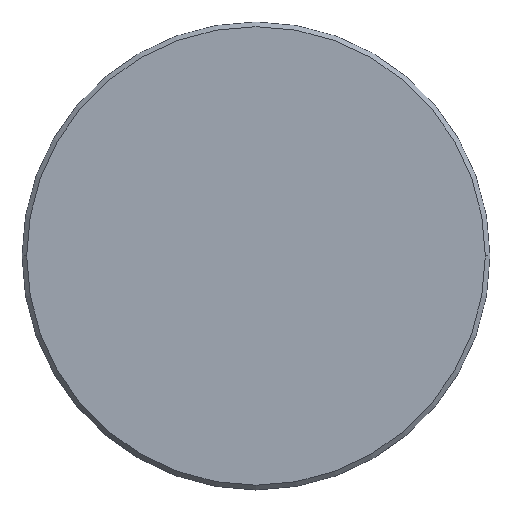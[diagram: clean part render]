
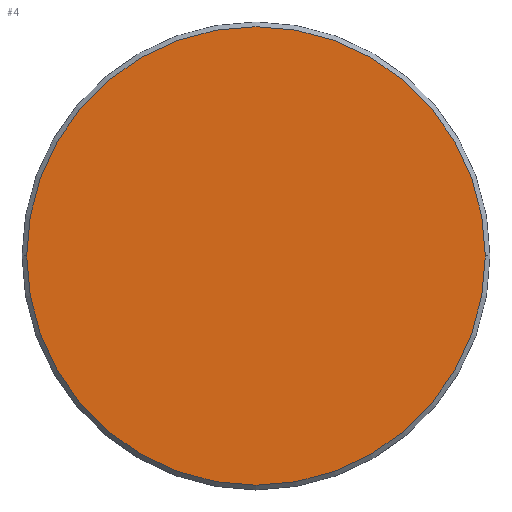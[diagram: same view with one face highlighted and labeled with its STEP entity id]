
A CAD part, top view. The second image highlights one B-rep face of the part: STEP entity #4.
In plain terms, the highlighted planar face has unit normal (0, 0, 1).
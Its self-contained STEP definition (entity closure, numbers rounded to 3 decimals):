
#4 = ADVANCED_FACE ( 'NONE', ( #130 ), #52, .T. ) ;
#8 = AXIS2_PLACEMENT_3D ( 'NONE', #229, #74, #138 ) ;
#10 = CARTESIAN_POINT ( 'NONE',  ( 0., 0., 2. ) ) ;
#11 = CARTESIAN_POINT ( 'NONE',  ( 0., 0., 2. ) ) ;
#45 = DIRECTION ( 'NONE',  ( 0., 0., 1. ) ) ;
#51 = CIRCLE ( 'NONE', #86, 9.8 ) ;
#52 = PLANE ( 'NONE',  #123 ) ;
#68 = EDGE_CURVE ( 'NONE', #189, #92, #169, .T. ) ;
#74 = DIRECTION ( 'NONE',  ( 0., 0., 1. ) ) ;
#86 = AXIS2_PLACEMENT_3D ( 'NONE', #11, #93, #141 ) ;
#90 = EDGE_LOOP ( 'NONE', ( #218, #182 ) ) ;
#92 = VERTEX_POINT ( 'NONE', #96 ) ;
#93 = DIRECTION ( 'NONE',  ( 0., 0., 1. ) ) ;
#96 = CARTESIAN_POINT ( 'NONE',  ( 9.8, 0., 2. ) ) ;
#123 = AXIS2_PLACEMENT_3D ( 'NONE', #10, #45, #171 ) ;
#124 = CARTESIAN_POINT ( 'NONE',  ( -9.8, 0., 2. ) ) ;
#130 = FACE_OUTER_BOUND ( 'NONE', #90, .T. ) ;
#138 = DIRECTION ( 'NONE',  ( 1., 0., 0. ) ) ;
#141 = DIRECTION ( 'NONE',  ( 1., 0., 0. ) ) ;
#169 = CIRCLE ( 'NONE', #8, 9.8 ) ;
#171 = DIRECTION ( 'NONE',  ( 1., 0., 0. ) ) ;
#182 = ORIENTED_EDGE ( 'NONE', *, *, #183, .T. ) ;
#183 = EDGE_CURVE ( 'NONE', #92, #189, #51, .T. ) ;
#189 = VERTEX_POINT ( 'NONE', #124 ) ;
#218 = ORIENTED_EDGE ( 'NONE', *, *, #68, .T. ) ;
#229 = CARTESIAN_POINT ( 'NONE',  ( 0., 0., 2. ) ) ;
